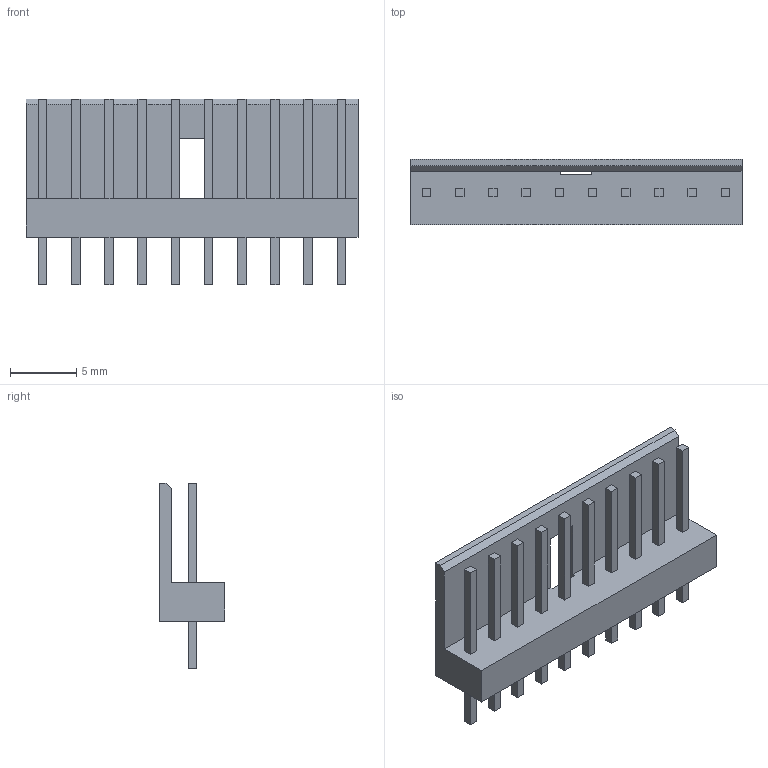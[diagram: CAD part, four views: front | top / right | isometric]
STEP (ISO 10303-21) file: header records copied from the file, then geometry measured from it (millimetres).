
FILE_DESCRIPTION((''),'2;1');
FILE_NAME('C-1-171825-0','2018-03-23T',('workeradm'),('TE Connectivity Ltd.'),'CREO PARAMETRIC BY PTC INC, 2016050','CREO PARAMETRIC BY PTC INC, 2016050','');
FILE_SCHEMA(('AUTOMOTIVE_DESIGN { 1 0 10303 214 1 1 1 1 }'));
Length unit declared in the file: millimetre
Products named in the file (1): C-1-171825-0
Bounding box: 25 x 4.9 x 14 mm (x, y, z)
Volume: 550.1 mm3; surface area: 1077 mm2
Topology: 1 solids, 1 shells, 113 faces, 279 edges, 186 vertices
Faces by surface type: plane 113
Entity records: 3453 total; most frequent: CARTESIAN_POINT 580, ORIENTED_EDGE 558, DIRECTION 505, VECTOR 279, LINE 279, EDGE_CURVE 279, VERTEX_POINT 186, EDGE_LOOP 133
